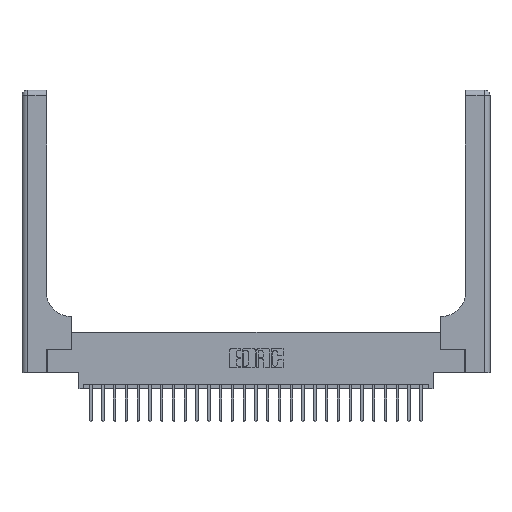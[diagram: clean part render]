
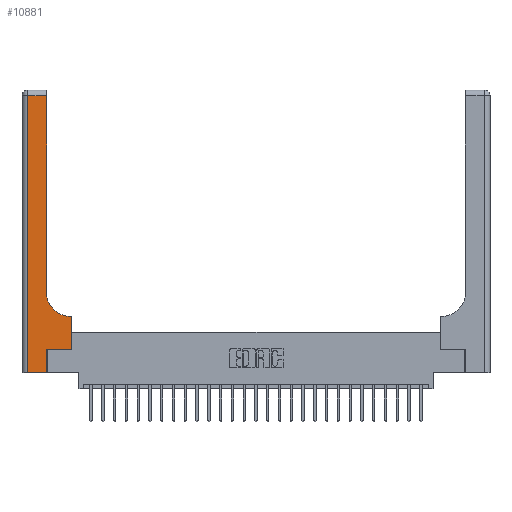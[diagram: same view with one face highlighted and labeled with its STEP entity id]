
A CAD part, top view. The second image highlights one B-rep face of the part: STEP entity #10881.
In plain terms, the highlighted planar face has unit normal (0, 0, 1).
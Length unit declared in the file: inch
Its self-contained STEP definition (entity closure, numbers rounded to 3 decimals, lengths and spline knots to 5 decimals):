
#889 = VECTOR ( 'NONE', #5260, 39.37008 ) ;
#1048 = CARTESIAN_POINT ( 'NONE',  ( 0.06, 3., 0.37 ) ) ;
#1296 = ORIENTED_EDGE ( 'NONE', *, *, #17146, .T. ) ;
#1333 = CARTESIAN_POINT ( 'NONE',  ( 0.26, 3., 0.37 ) ) ;
#1372 = VERTEX_POINT ( 'NONE', #25614 ) ;
#1964 = ORIENTED_EDGE ( 'NONE', *, *, #8840, .T. ) ;
#2014 = CARTESIAN_POINT ( 'NONE',  ( 0.265, 0., 0.37 ) ) ;
#2090 = ORIENTED_EDGE ( 'NONE', *, *, #14670, .T. ) ;
#2233 = LINE ( 'NONE', #16366, #22412 ) ;
#2916 = CARTESIAN_POINT ( 'NONE',  ( 0.265, 0., 0.37 ) ) ;
#3336 = LINE ( 'NONE', #8109, #24091 ) ;
#4347 = CARTESIAN_POINT ( 'NONE',  ( 0.51, 0.85, 0.37 ) ) ;
#4391 = VECTOR ( 'NONE', #7724, 39.37008 ) ;
#5204 = LINE ( 'NONE', #17911, #15355 ) ;
#5260 = DIRECTION ( 'NONE',  ( 0., -1., 0. ) ) ;
#5549 = EDGE_CURVE ( 'NONE', #10439, #7560, #13718, .T. ) ;
#6385 = DIRECTION ( 'NONE',  ( 1., 0., 0. ) ) ;
#7259 = CARTESIAN_POINT ( 'NONE',  ( 0.06, 0., 0.37 ) ) ;
#7533 = ORIENTED_EDGE ( 'NONE', *, *, #14308, .T. ) ;
#7560 = VERTEX_POINT ( 'NONE', #15508 ) ;
#7724 = DIRECTION ( 'NONE',  ( -1., 0., 0. ) ) ;
#8109 = CARTESIAN_POINT ( 'NONE',  ( 0.26, 0.6, 0.37 ) ) ;
#8840 = EDGE_CURVE ( 'NONE', #7560, #16282, #25088, .T. ) ;
#9664 = CARTESIAN_POINT ( 'NONE',  ( 0.06, 2.94, 0.37 ) ) ;
#9976 = DIRECTION ( 'NONE',  ( 1., 0., 0. ) ) ;
#10439 = VERTEX_POINT ( 'NONE', #14068 ) ;
#10480 = VECTOR ( 'NONE', #9976, 39.37008 ) ;
#10881 = ADVANCED_FACE ( 'NONE', ( #16619 ), #21238, .F. ) ;
#11245 = CARTESIAN_POINT ( 'NONE',  ( 0., 3., 0.37 ) ) ;
#11468 = DIRECTION ( 'NONE',  ( 0., 1., 0. ) ) ;
#12167 = DIRECTION ( 'NONE',  ( -1., 0., 0. ) ) ;
#12502 = EDGE_LOOP ( 'NONE', ( #17396, #1964, #13863, #7533, #2090, #25062, #23703, #1296, #15302 ) ) ;
#12972 = LINE ( 'NONE', #1048, #889 ) ;
#13253 = DIRECTION ( 'NONE',  ( -1., 0., 0. ) ) ;
#13718 = LINE ( 'NONE', #1333, #21837 ) ;
#13863 = ORIENTED_EDGE ( 'NONE', *, *, #14775, .T. ) ;
#13898 = CARTESIAN_POINT ( 'NONE',  ( 0.528, 0.6, 0.37 ) ) ;
#13948 = CARTESIAN_POINT ( 'NONE',  ( 0., 0., 0.37 ) ) ;
#14068 = CARTESIAN_POINT ( 'NONE',  ( 0.26, 0.85, 0.37 ) ) ;
#14245 = LINE ( 'NONE', #2916, #19594 ) ;
#14308 = EDGE_CURVE ( 'NONE', #24510, #15037, #15879, .T. ) ;
#14670 = EDGE_CURVE ( 'NONE', #15037, #21196, #14245, .T. ) ;
#14775 = EDGE_CURVE ( 'NONE', #16282, #24510, #12972, .T. ) ;
#15037 = VERTEX_POINT ( 'NONE', #2014 ) ;
#15108 = EDGE_CURVE ( 'NONE', #1372, #10439, #15523, .T. ) ;
#15302 = ORIENTED_EDGE ( 'NONE', *, *, #15108, .T. ) ;
#15355 = VECTOR ( 'NONE', #25854, 39.37008 ) ;
#15446 = CARTESIAN_POINT ( 'NONE',  ( 0.528, 0.25, 0.37 ) ) ;
#15508 = CARTESIAN_POINT ( 'NONE',  ( 0.26, 2.94, 0.37 ) ) ;
#15523 = CIRCLE ( 'NONE', #21874, 0.25 ) ;
#15879 = LINE ( 'NONE', #13948, #10480 ) ;
#16282 = VERTEX_POINT ( 'NONE', #9664 ) ;
#16309 = VERTEX_POINT ( 'NONE', #13898 ) ;
#16366 = CARTESIAN_POINT ( 'NONE',  ( 0.528, 0.25, 0.37 ) ) ;
#16619 = FACE_OUTER_BOUND ( 'NONE', #12502, .T. ) ;
#17117 = DIRECTION ( 'NONE',  ( 0., 1., 0. ) ) ;
#17146 = EDGE_CURVE ( 'NONE', #16309, #1372, #3336, .T. ) ;
#17396 = ORIENTED_EDGE ( 'NONE', *, *, #5549, .T. ) ;
#17911 = CARTESIAN_POINT ( 'NONE',  ( 0.265, 0.25, 0.37 ) ) ;
#18346 = DIRECTION ( 'NONE',  ( 0., 1., 0. ) ) ;
#18448 = DIRECTION ( 'NONE',  ( 0., 0., -1. ) ) ;
#19594 = VECTOR ( 'NONE', #17117, 39.37008 ) ;
#19783 = CARTESIAN_POINT ( 'NONE',  ( 0., 2.94, 0.37 ) ) ;
#19856 = CARTESIAN_POINT ( 'NONE',  ( 0.265, 0.25, 0.37 ) ) ;
#21196 = VERTEX_POINT ( 'NONE', #19856 ) ;
#21238 = PLANE ( 'NONE',  #25359 ) ;
#21837 = VECTOR ( 'NONE', #11468, 39.37008 ) ;
#21874 = AXIS2_PLACEMENT_3D ( 'NONE', #4347, #18448, #6385 ) ;
#21882 = EDGE_CURVE ( 'NONE', #21196, #24058, #5204, .T. ) ;
#22412 = VECTOR ( 'NONE', #18346, 39.37008 ) ;
#23205 = EDGE_CURVE ( 'NONE', #24058, #16309, #2233, .T. ) ;
#23703 = ORIENTED_EDGE ( 'NONE', *, *, #23205, .T. ) ;
#24058 = VERTEX_POINT ( 'NONE', #15446 ) ;
#24091 = VECTOR ( 'NONE', #12167, 39.37008 ) ;
#24510 = VERTEX_POINT ( 'NONE', #7259 ) ;
#25062 = ORIENTED_EDGE ( 'NONE', *, *, #21882, .T. ) ;
#25088 = LINE ( 'NONE', #19783, #4391 ) ;
#25186 = DIRECTION ( 'NONE',  ( 0., 0., -1. ) ) ;
#25359 = AXIS2_PLACEMENT_3D ( 'NONE', #11245, #25186, #13253 ) ;
#25614 = CARTESIAN_POINT ( 'NONE',  ( 0.51, 0.6, 0.37 ) ) ;
#25854 = DIRECTION ( 'NONE',  ( 1., 0., 0. ) ) ;
